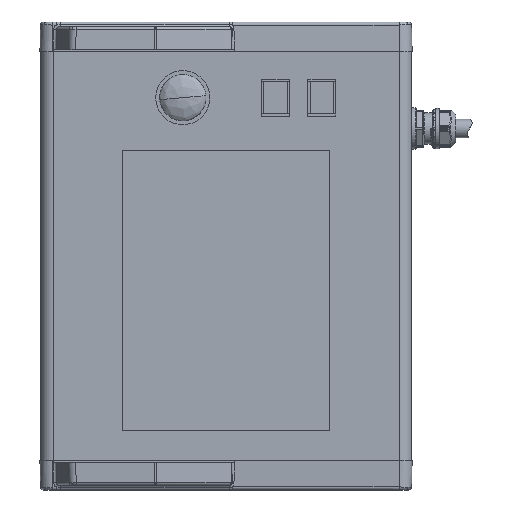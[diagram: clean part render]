
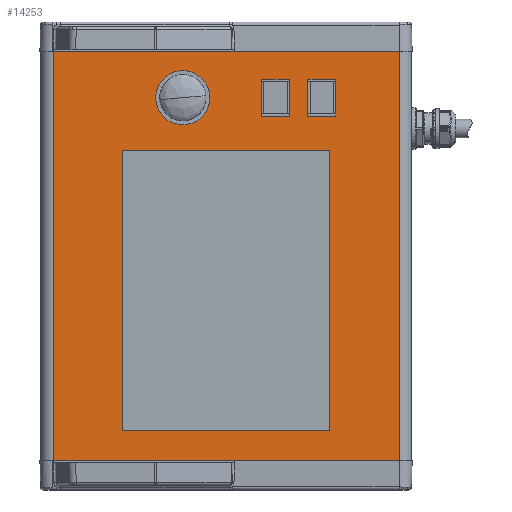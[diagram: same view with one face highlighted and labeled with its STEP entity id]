
A CAD part, front view. The second image highlights one B-rep face of the part: STEP entity #14253.
In plain terms, the highlighted planar face has unit normal (0, -1, 0).
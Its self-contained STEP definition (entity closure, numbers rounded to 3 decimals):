
#633 = CIRCLE ( 'NONE', #46775, 8.05 ) ;
#764 = VERTEX_POINT ( 'NONE', #23184 ) ;
#787 = DIRECTION ( 'NONE',  ( 0., -1., 0. ) ) ;
#893 = VECTOR ( 'NONE', #14464, 1000. ) ;
#1151 = EDGE_CURVE ( 'NONE', #2054, #47917, #3127, .T. ) ;
#2054 = VERTEX_POINT ( 'NONE', #38917 ) ;
#2606 = EDGE_CURVE ( 'NONE', #41111, #38150, #6881, .T. ) ;
#2994 = LINE ( 'NONE', #11289, #28331 ) ;
#3127 = CIRCLE ( 'NONE', #28171, 8.05 ) ;
#3438 = ORIENTED_EDGE ( 'NONE', *, *, #10233, .T. ) ;
#3605 = VERTEX_POINT ( 'NONE', #44305 ) ;
#3620 = CARTESIAN_POINT ( 'NONE',  ( -35.8, 0., 102.5 ) ) ;
#4193 = CARTESIAN_POINT ( 'NONE',  ( -112., 0., 132.5 ) ) ;
#5098 = CARTESIAN_POINT ( 'NONE',  ( -67.25, 0., -113.25 ) ) ;
#5243 = DIRECTION ( 'NONE',  ( 0., 0., 1. ) ) ;
#6029 = EDGE_CURVE ( 'NONE', #8457, #42229, #41374, .T. ) ;
#6505 = LINE ( 'NONE', #6987, #26604 ) ;
#6633 = CARTESIAN_POINT ( 'NONE',  ( -112., 0., 132.5 ) ) ;
#6646 = DIRECTION ( 'NONE',  ( 0., 0., -1. ) ) ;
#6837 = EDGE_LOOP ( 'NONE', ( #16606, #18243, #25802, #9984 ) ) ;
#6881 = LINE ( 'NONE', #6633, #11001 ) ;
#6935 = ORIENTED_EDGE ( 'NONE', *, *, #10172, .F. ) ;
#6987 = CARTESIAN_POINT ( 'NONE',  ( -120., 0., -132.5 ) ) ;
#7241 = DIRECTION ( 'NONE',  ( 1., 0., 0. ) ) ;
#7405 = CARTESIAN_POINT ( 'NONE',  ( -35.9, 0., 100.953 ) ) ;
#8182 = LINE ( 'NONE', #41974, #41238 ) ;
#8221 = FACE_BOUND ( 'NONE', #36571, .T. ) ;
#8457 = VERTEX_POINT ( 'NONE', #5098 ) ;
#8483 = CARTESIAN_POINT ( 'NONE',  ( -112., 0., -132.5 ) ) ;
#8711 = DIRECTION ( 'NONE',  ( 0., 1., 0. ) ) ;
#9296 = AXIS2_PLACEMENT_3D ( 'NONE', #23689, #37886, #19276 ) ;
#9984 = ORIENTED_EDGE ( 'NONE', *, *, #39182, .F. ) ;
#10172 = EDGE_CURVE ( 'NONE', #12415, #26996, #43578, .T. ) ;
#10233 = EDGE_CURVE ( 'NONE', #20118, #28451, #8182, .T. ) ;
#10588 = ORIENTED_EDGE ( 'NONE', *, *, #27486, .F. ) ;
#10878 = ORIENTED_EDGE ( 'NONE', *, *, #45013, .F. ) ;
#11001 = VECTOR ( 'NONE', #17899, 1000. ) ;
#11289 = CARTESIAN_POINT ( 'NONE',  ( -67.25, 0., 68.25 ) ) ;
#11367 = ORIENTED_EDGE ( 'NONE', *, *, #1151, .F. ) ;
#12106 = CARTESIAN_POINT ( 'NONE',  ( 67.25, 0., 68.25 ) ) ;
#12312 = ORIENTED_EDGE ( 'NONE', *, *, #21884, .F. ) ;
#12386 = FACE_BOUND ( 'NONE', #34734, .T. ) ;
#12415 = VERTEX_POINT ( 'NONE', #20892 ) ;
#13670 = DIRECTION ( 'NONE',  ( 0., -1., 0. ) ) ;
#14090 = CIRCLE ( 'NONE', #41456, 8.05 ) ;
#14253 = ADVANCED_FACE ( 'NONE', ( #12386, #15358, #8221, #15593, #23181 ), #31044, .F. ) ;
#14464 = DIRECTION ( 'NONE',  ( 1., 0., 0. ) ) ;
#15358 = FACE_BOUND ( 'NONE', #32318, .T. ) ;
#15573 = VERTEX_POINT ( 'NONE', #41378 ) ;
#15593 = FACE_BOUND ( 'NONE', #6837, .T. ) ;
#16310 = CARTESIAN_POINT ( 'NONE',  ( -120., 0., 132.5 ) ) ;
#16505 = DIRECTION ( 'NONE',  ( -1., 0., 0. ) ) ;
#16606 = ORIENTED_EDGE ( 'NONE', *, *, #6029, .F. ) ;
#17899 = DIRECTION ( 'NONE',  ( 0., 0., -1. ) ) ;
#18037 = DIRECTION ( 'NONE',  ( 0., -1., 0. ) ) ;
#18243 = ORIENTED_EDGE ( 'NONE', *, *, #25390, .F. ) ;
#18547 = DIRECTION ( 'NONE',  ( 1., 0., 0. ) ) ;
#18618 = CARTESIAN_POINT ( 'NONE',  ( -67.25, 0., -113.25 ) ) ;
#18923 = CIRCLE ( 'NONE', #29107, 1.55 ) ;
#19064 = EDGE_CURVE ( 'NONE', #41111, #28451, #28702, .T. ) ;
#19276 = DIRECTION ( 'NONE',  ( 1., 0., 0. ) ) ;
#20055 = EDGE_CURVE ( 'NONE', #47917, #2054, #633, .T. ) ;
#20109 = VECTOR ( 'NONE', #31887, 1000. ) ;
#20118 = VERTEX_POINT ( 'NONE', #34339 ) ;
#20500 = CIRCLE ( 'NONE', #25252, 8.05 ) ;
#20892 = CARTESIAN_POINT ( 'NONE',  ( 53.95, 0., 102.5 ) ) ;
#21884 = EDGE_CURVE ( 'NONE', #26996, #12415, #39842, .T. ) ;
#22899 = DIRECTION ( 'NONE',  ( 1., 0., 0. ) ) ;
#23181 = FACE_OUTER_BOUND ( 'NONE', #27773, .T. ) ;
#23184 = CARTESIAN_POINT ( 'NONE',  ( 67.25, 0., 68.25 ) ) ;
#23689 = CARTESIAN_POINT ( 'NONE',  ( 62., 0., 102.5 ) ) ;
#24362 = CARTESIAN_POINT ( 'NONE',  ( 70.05, 0., 102.5 ) ) ;
#24375 = CARTESIAN_POINT ( 'NONE',  ( -67.25, 0., 68.25 ) ) ;
#24983 = DIRECTION ( 'NONE',  ( 1., 0., 0. ) ) ;
#25252 = AXIS2_PLACEMENT_3D ( 'NONE', #33890, #787, #44631 ) ;
#25390 = EDGE_CURVE ( 'NONE', #15573, #8457, #2994, .T. ) ;
#25802 = ORIENTED_EDGE ( 'NONE', *, *, #45148, .F. ) ;
#25964 = AXIS2_PLACEMENT_3D ( 'NONE', #16310, #8711, #37872 ) ;
#26604 = VECTOR ( 'NONE', #47386, 1000. ) ;
#26925 = EDGE_CURVE ( 'NONE', #3605, #27478, #18923, .T. ) ;
#26996 = VERTEX_POINT ( 'NONE', #24362 ) ;
#27478 = VERTEX_POINT ( 'NONE', #7405 ) ;
#27486 = EDGE_CURVE ( 'NONE', #44538, #3605, #20500, .T. ) ;
#27773 = EDGE_LOOP ( 'NONE', ( #32776, #3438, #28159, #29830 ) ) ;
#27838 = CARTESIAN_POINT ( 'NONE',  ( 67.25, 0., -113.25 ) ) ;
#28159 = ORIENTED_EDGE ( 'NONE', *, *, #19064, .F. ) ;
#28171 = AXIS2_PLACEMENT_3D ( 'NONE', #40797, #48370, #7241 ) ;
#28331 = VECTOR ( 'NONE', #6646, 1000. ) ;
#28451 = VERTEX_POINT ( 'NONE', #43364 ) ;
#28702 = LINE ( 'NONE', #43596, #20109 ) ;
#29016 = DIRECTION ( 'NONE',  ( 1., 0., 0. ) ) ;
#29076 = CARTESIAN_POINT ( 'NONE',  ( 40.05, 0., 102.5 ) ) ;
#29107 = AXIS2_PLACEMENT_3D ( 'NONE', #3620, #29372, #18547 ) ;
#29372 = DIRECTION ( 'NONE',  ( 0., -1., 0. ) ) ;
#29830 = ORIENTED_EDGE ( 'NONE', *, *, #2606, .T. ) ;
#30776 = LINE ( 'NONE', #12106, #46696 ) ;
#31044 = PLANE ( 'NONE',  #25964 ) ;
#31887 = DIRECTION ( 'NONE',  ( 1., 0., 0. ) ) ;
#32318 = EDGE_LOOP ( 'NONE', ( #37090, #11367 ) ) ;
#32776 = ORIENTED_EDGE ( 'NONE', *, *, #42354, .T. ) ;
#33443 = AXIS2_PLACEMENT_3D ( 'NONE', #33954, #18037, #22899 ) ;
#33890 = CARTESIAN_POINT ( 'NONE',  ( -28., 0., 102.5 ) ) ;
#33954 = CARTESIAN_POINT ( 'NONE',  ( 62., 0., 102.5 ) ) ;
#34339 = CARTESIAN_POINT ( 'NONE',  ( 112., 0., -132.5 ) ) ;
#34734 = EDGE_LOOP ( 'NONE', ( #12312, #6935 ) ) ;
#36273 = ORIENTED_EDGE ( 'NONE', *, *, #26925, .F. ) ;
#36571 = EDGE_LOOP ( 'NONE', ( #10878, #36273, #10588 ) ) ;
#36820 = CARTESIAN_POINT ( 'NONE',  ( 32., 0., 102.5 ) ) ;
#37090 = ORIENTED_EDGE ( 'NONE', *, *, #20055, .F. ) ;
#37872 = DIRECTION ( 'NONE',  ( -1., 0., 0. ) ) ;
#37886 = DIRECTION ( 'NONE',  ( 0., -1., 0. ) ) ;
#38150 = VERTEX_POINT ( 'NONE', #8483 ) ;
#38917 = CARTESIAN_POINT ( 'NONE',  ( 23.95, 0., 102.5 ) ) ;
#39033 = LINE ( 'NONE', #24375, #39117 ) ;
#39117 = VECTOR ( 'NONE', #16505, 1000. ) ;
#39182 = EDGE_CURVE ( 'NONE', #42229, #764, #30776, .T. ) ;
#39842 = CIRCLE ( 'NONE', #9296, 8.05 ) ;
#40797 = CARTESIAN_POINT ( 'NONE',  ( 32., 0., 102.5 ) ) ;
#41111 = VERTEX_POINT ( 'NONE', #4193 ) ;
#41238 = VECTOR ( 'NONE', #5243, 1000. ) ;
#41374 = LINE ( 'NONE', #18618, #893 ) ;
#41378 = CARTESIAN_POINT ( 'NONE',  ( -67.25, 0., 68.25 ) ) ;
#41390 = CARTESIAN_POINT ( 'NONE',  ( -19.95, 0., 102.5 ) ) ;
#41456 = AXIS2_PLACEMENT_3D ( 'NONE', #47216, #13670, #24983 ) ;
#41974 = CARTESIAN_POINT ( 'NONE',  ( 112., 0., 132.5 ) ) ;
#41981 = DIRECTION ( 'NONE',  ( 0., 0., 1. ) ) ;
#42229 = VERTEX_POINT ( 'NONE', #27838 ) ;
#42354 = EDGE_CURVE ( 'NONE', #38150, #20118, #6505, .T. ) ;
#43364 = CARTESIAN_POINT ( 'NONE',  ( 112., 0., 132.5 ) ) ;
#43578 = CIRCLE ( 'NONE', #33443, 8.05 ) ;
#43596 = CARTESIAN_POINT ( 'NONE',  ( 0.2, 0., 132.5 ) ) ;
#44305 = CARTESIAN_POINT ( 'NONE',  ( -35.9, 0., 104.047 ) ) ;
#44538 = VERTEX_POINT ( 'NONE', #41390 ) ;
#44631 = DIRECTION ( 'NONE',  ( 1., 0., 0. ) ) ;
#45013 = EDGE_CURVE ( 'NONE', #27478, #44538, #14090, .T. ) ;
#45148 = EDGE_CURVE ( 'NONE', #764, #15573, #39033, .T. ) ;
#46696 = VECTOR ( 'NONE', #41981, 1000. ) ;
#46775 = AXIS2_PLACEMENT_3D ( 'NONE', #36820, #47571, #29016 ) ;
#47216 = CARTESIAN_POINT ( 'NONE',  ( -28., 0., 102.5 ) ) ;
#47386 = DIRECTION ( 'NONE',  ( 1., 0., 0. ) ) ;
#47571 = DIRECTION ( 'NONE',  ( 0., -1., 0. ) ) ;
#47917 = VERTEX_POINT ( 'NONE', #29076 ) ;
#48370 = DIRECTION ( 'NONE',  ( 0., -1., 0. ) ) ;
